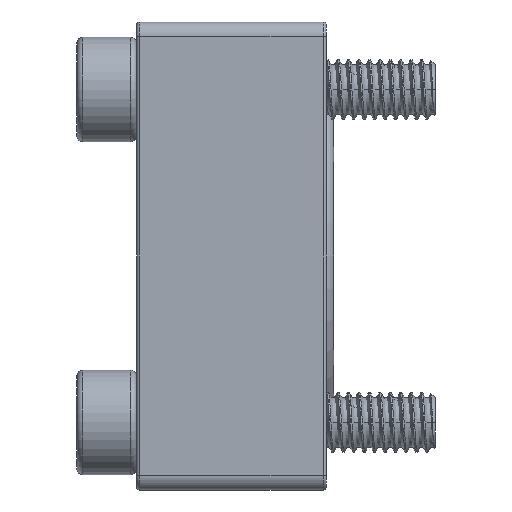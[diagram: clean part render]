
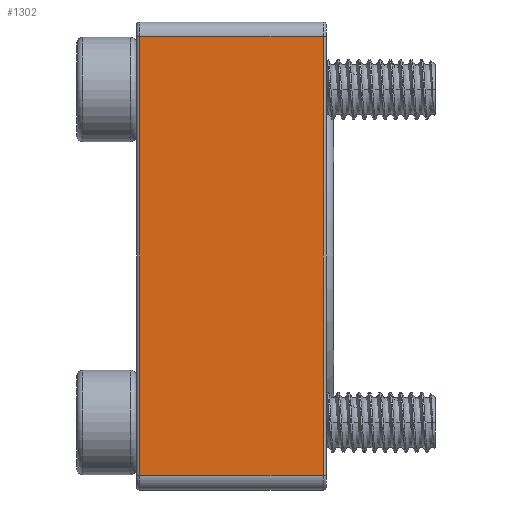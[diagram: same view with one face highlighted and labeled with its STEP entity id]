
A CAD part, left-side view. The second image highlights one B-rep face of the part: STEP entity #1302.
In plain terms, the highlighted planar face has unit normal (-1, 0, 0).
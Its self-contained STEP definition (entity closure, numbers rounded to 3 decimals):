
#436=DIRECTION('',(0.,0.,1.));
#437=VECTOR('',#436,29.35);
#438=CARTESIAN_POINT('',(-15.825,12.5,-14.675));
#439=LINE('',#438,#437);
#440=DIRECTION('',(0.,-1.,0.));
#441=VECTOR('',#440,12.3);
#442=CARTESIAN_POINT('',(-15.825,12.5,14.675));
#443=LINE('',#442,#441);
#444=DIRECTION('',(0.,0.,-1.));
#445=VECTOR('',#444,29.35);
#446=CARTESIAN_POINT('',(-15.825,0.2,14.675));
#447=LINE('',#446,#445);
#448=DIRECTION('',(0.,-1.,0.));
#449=VECTOR('',#448,12.3);
#450=CARTESIAN_POINT('',(-15.825,12.5,-14.675));
#451=LINE('',#450,#449);
#684=CARTESIAN_POINT('',(-15.825,12.5,-14.675));
#685=VERTEX_POINT('',#684);
#688=CARTESIAN_POINT('',(-15.825,12.5,14.675));
#689=VERTEX_POINT('',#688);
#699=CARTESIAN_POINT('',(-15.825,0.2,14.675));
#701=VERTEX_POINT('',#699);
#704=CARTESIAN_POINT('',(-15.825,0.2,-14.675));
#705=VERTEX_POINT('',#704);
#1289=CARTESIAN_POINT('',(-15.825,0.,-15.675));
#1290=DIRECTION('',(-1.,0.,0.));
#1291=DIRECTION('',(0.,0.,1.));
#1292=AXIS2_PLACEMENT_3D('',#1289,#1290,#1291);
#1293=PLANE('',#1292);
#1294=ORIENTED_EDGE('',*,*,#1171,.T.);
#1296=ORIENTED_EDGE('',*,*,#1295,.T.);
#1298=ORIENTED_EDGE('',*,*,#1297,.T.);
#1299=ORIENTED_EDGE('',*,*,#1281,.F.);
#1300=EDGE_LOOP('',(#1294,#1296,#1298,#1299));
#1301=FACE_OUTER_BOUND('',#1300,.F.);
#1302=ADVANCED_FACE('',(#1301),#1293,.T.);
#1171=EDGE_CURVE('',#685,#689,#439,.T.);
#1281=EDGE_CURVE('',#685,#705,#451,.T.);
#1295=EDGE_CURVE('',#689,#701,#443,.T.);
#1297=EDGE_CURVE('',#701,#705,#447,.T.);
